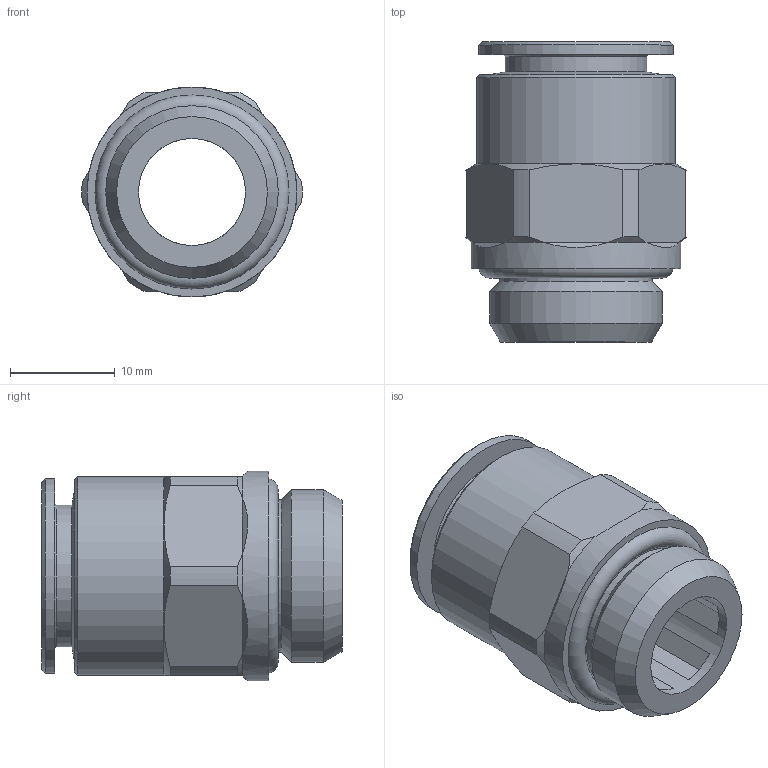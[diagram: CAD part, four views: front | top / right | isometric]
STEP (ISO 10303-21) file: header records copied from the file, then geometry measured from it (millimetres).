
FILE_DESCRIPTION(/* description */ ('STEP AP214'),/* implementation_level */ '2;1');
FILE_NAME(/* name */ 'A0020063',/* time_stamp */ '2023-04-06T12:20:49+02:00',/* author */ ('License CC BY-ND 4.0'),/* organization */ ('CADENAS'),/* preprocessor_version */ 'ST-DEVELOPER v19.3',/* originating_system */ 'PARTsolutions',/* authorisation */ ' ');
FILE_SCHEMA (('AUTOMOTIVE_DESIGN {1 0 10303 214 3 1 1}'));
Length unit declared in the file: millimetre
Products named in the file (1): A0020063
Bounding box: 20.99 x 28.6 x 20 mm (x, y, z)
Volume: 4447.5 mm3; surface area: 3383.9 mm2
Topology: 1 solids, 1 shells, 67 faces, 163 edges, 102 vertices
Faces by surface type: plane 36, cone 15, cylinder 14, torus 2
Full cylindrical faces by diameter (mm): 10.2 x1, 12.15 x1, 13.5 x1, 14.5 x1, 16.45 x1, 18.5 x1, 18.9 x1, 20 x1
Entity records: 2331 total; most frequent: CARTESIAN_POINT 396, DIRECTION 302, ORIENTED_EDGE 274, EDGE_CURVE 137, AXIS2_PLACEMENT_3D 127, VERTEX_POINT 95, EDGE_LOOP 92, FACE_BOUND 92
